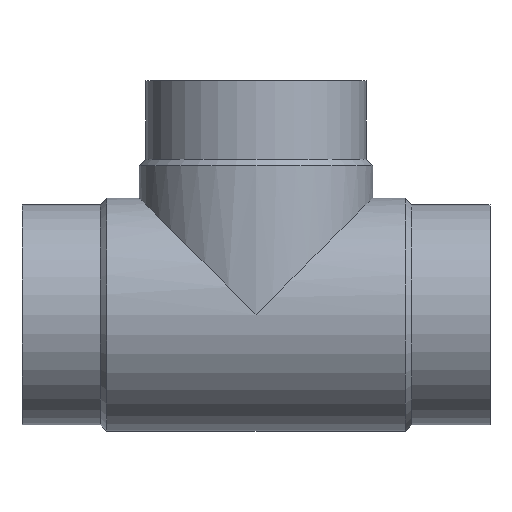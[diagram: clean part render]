
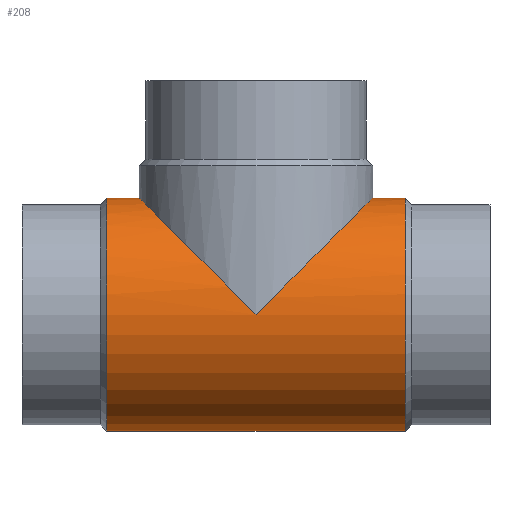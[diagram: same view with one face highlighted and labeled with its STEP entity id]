
A CAD part, top view. The second image highlights one B-rep face of the part: STEP entity #208.
In plain terms, the highlighted cylindrical face has radius 84.75 mm (diameter 169.5 mm), a partial arc.
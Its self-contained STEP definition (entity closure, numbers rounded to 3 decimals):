
#150 = EDGE_CURVE( '', #250, #254, #393, .T. );
#184 = VERTEX_POINT( '', #433 );
#208 = ADVANCED_FACE( '', ( #459 ), #460, .T. );
#210 = VERTEX_POINT( '', #462 );
#216 = EDGE_CURVE( '', #224, #184, #468, .T. );
#220 = VERTEX_POINT( '', #472 );
#224 = VERTEX_POINT( '', #476 );
#228 = EDGE_CURVE( '', #210, #328, #480, .T. );
#250 = VERTEX_POINT( '', #504 );
#254 = VERTEX_POINT( '', #508 );
#260 = EDGE_CURVE( '', #328, #220, #515, .T. );
#310 = EDGE_CURVE( '', #254, #210, #573, .T. );
#312 = EDGE_CURVE( '', #250, #184, #575, .T. );
#328 = VERTEX_POINT( '', #594 );
#348 = EDGE_CURVE( '', #220, #224, #614, .T. );
#393 = LINE( '', #655, #656 );
#433 = CARTESIAN_POINT( '', ( -278.25, 84.75, 0. ) );
#459 = FACE_OUTER_BOUND( '', #743, .T. );
#460 = CYLINDRICAL_SURFACE( '', #744, 84.75 );
#462 = CARTESIAN_POINT( '', ( -61.75, 84.75, 0. ) );
#468 = LINE( '', #755, #756 );
#472 = CARTESIAN_POINT( '', ( -170., 0., 84.75 ) );
#476 = CARTESIAN_POINT( '', ( -254.75, 84.75, 0. ) );
#480 = LINE( '', #773, #774 );
#504 = CARTESIAN_POINT( '', ( -278.25, -84.75, 0. ) );
#508 = CARTESIAN_POINT( '', ( -61.75, -84.75, 0. ) );
#515 = ELLIPSE( '', #817, 119.855, 84.75 );
#573 = CIRCLE( '', #888, 84.75 );
#575 = CIRCLE( '', #891, 84.75 );
#594 = CARTESIAN_POINT( '', ( -85.25, 84.75, 0. ) );
#614 = ELLIPSE( '', #945, 119.855, 84.75 );
#655 = CARTESIAN_POINT( '', ( -170., -84.75, 0. ) );
#656 = VECTOR( '', #985, 1. );
#743 = EDGE_LOOP( '', ( #1075, #1076, #1077, #1078, #1079, #1080, #1081 ) );
#744 = AXIS2_PLACEMENT_3D( '', #1082, #1083, #1084 );
#755 = CARTESIAN_POINT( '', ( -170., 84.75, 0. ) );
#756 = VECTOR( '', #1086, 1. );
#773 = CARTESIAN_POINT( '', ( -170., 84.75, 0. ) );
#774 = VECTOR( '', #1089, 1. );
#817 = AXIS2_PLACEMENT_3D( '', #1133, #1134, #1135 );
#888 = AXIS2_PLACEMENT_3D( '', #1213, #1214, #1215 );
#891 = AXIS2_PLACEMENT_3D( '', #1216, #1217, #1218 );
#945 = AXIS2_PLACEMENT_3D( '', #1267, #1268, #1269 );
#985 = DIRECTION( '', ( 1., 0., 0. ) );
#1075 = ORIENTED_EDGE( '', *, *, #228, .T. );
#1076 = ORIENTED_EDGE( '', *, *, #260, .T. );
#1077 = ORIENTED_EDGE( '', *, *, #348, .T. );
#1078 = ORIENTED_EDGE( '', *, *, #216, .T. );
#1079 = ORIENTED_EDGE( '', *, *, #312, .F. );
#1080 = ORIENTED_EDGE( '', *, *, #150, .T. );
#1081 = ORIENTED_EDGE( '', *, *, #310, .T. );
#1082 = CARTESIAN_POINT( '', ( -170., 0., 0. ) );
#1083 = DIRECTION( '', ( 1., 0., 0. ) );
#1084 = DIRECTION( '', ( 0., 1., 0. ) );
#1086 = DIRECTION( '', ( -1., 0., 0. ) );
#1089 = DIRECTION( '', ( -1., 0., 0. ) );
#1133 = CARTESIAN_POINT( '', ( -170., 0., 0. ) );
#1134 = DIRECTION( '', ( 0.707, -0.707, 0. ) );
#1135 = DIRECTION( '', ( 0.707, 0.707, 0. ) );
#1213 = CARTESIAN_POINT( '', ( -61.75, 0., 0. ) );
#1214 = DIRECTION( '', ( -1., 0., 0. ) );
#1215 = DIRECTION( '', ( 0., 1., 0. ) );
#1216 = CARTESIAN_POINT( '', ( -278.25, 0., 0. ) );
#1217 = DIRECTION( '', ( -1., 0., 0. ) );
#1218 = DIRECTION( '', ( 0., 1., 0. ) );
#1267 = CARTESIAN_POINT( '', ( -170., 0., 0. ) );
#1268 = DIRECTION( '', ( -0.707, -0.707, 0. ) );
#1269 = DIRECTION( '', ( 0.707, -0.707, 0. ) );
